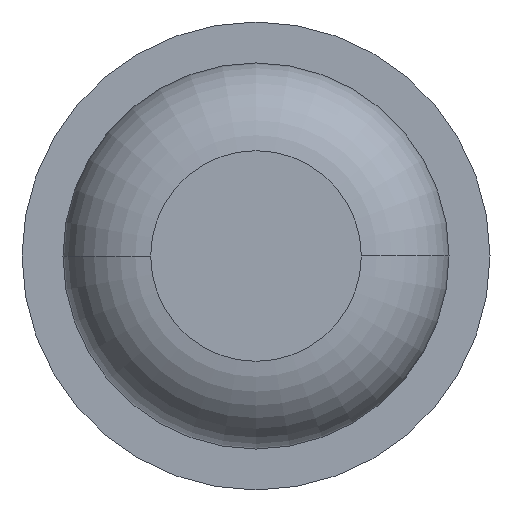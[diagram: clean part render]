
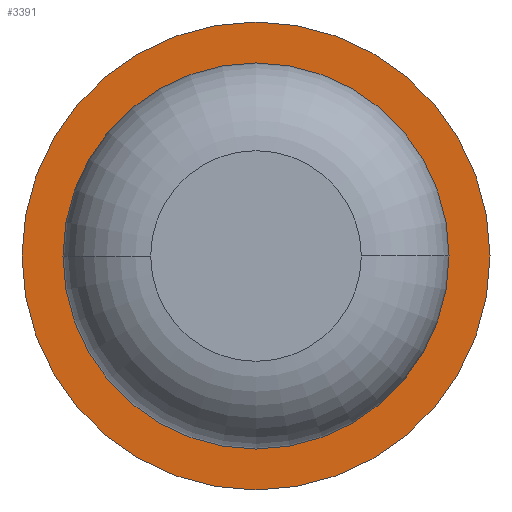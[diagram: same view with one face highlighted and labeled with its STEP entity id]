
A CAD part, front view. The second image highlights one B-rep face of the part: STEP entity #3391.
In plain terms, the highlighted planar face has unit normal (0, -1, 0).
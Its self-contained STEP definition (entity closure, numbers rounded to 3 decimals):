
#11 = ORIENTED_EDGE ( 'NONE', *, *, #4026, .T. ) ;
#25 = AXIS2_PLACEMENT_3D ( 'NONE', #2259, #2585, #1115 ) ;
#61 = EDGE_LOOP ( 'NONE', ( #1244, #11 ) ) ;
#172 = AXIS2_PLACEMENT_3D ( 'NONE', #2706, #3609, #488 ) ;
#404 = DIRECTION ( 'NONE',  ( -1., 0., 0. ) ) ;
#411 = CIRCLE ( 'NONE', #25, 1. ) ;
#473 = CARTESIAN_POINT ( 'NONE',  ( 0., -6., 0. ) ) ;
#488 = DIRECTION ( 'NONE',  ( -1., 0., 0. ) ) ;
#575 = EDGE_CURVE ( 'Defeature ausgef�hrt1_6+Defeature ausgef�hrt1_5+Defeature ausgef�hrt1_5+Defeature ausgef�hrt1_5', #3597, #3696, #411, .T. ) ;
#685 = CARTESIAN_POINT ( 'NONE',  ( 0., -6., 0. ) ) ;
#974 = CARTESIAN_POINT ( 'NONE',  ( 0., -6., 0. ) ) ;
#979 = CARTESIAN_POINT ( 'NONE',  ( -0.825, -6., 0. ) ) ;
#1082 = ORIENTED_EDGE ( 'NONE', *, *, #2199, .F. ) ;
#1102 = DIRECTION ( 'NONE',  ( -1., 0., 0. ) ) ;
#1115 = DIRECTION ( 'NONE',  ( -1., 0., 0. ) ) ;
#1244 = ORIENTED_EDGE ( 'NONE', *, *, #1909, .T. ) ;
#1268 = CIRCLE ( 'NONE', #1289, 0.825 ) ;
#1289 = AXIS2_PLACEMENT_3D ( 'NONE', #685, #2256, #2898 ) ;
#1909 = EDGE_CURVE ( 'Defeature ausgef�hrt1_5+Defeature ausgef�hrt1_0+Defeature ausgef�hrt1_0+Defeature ausgef�hrt1_0', #2834, #3167, #3194, .T. ) ;
#1957 = FACE_BOUND ( 'NONE', #61, .T. ) ;
#2199 = EDGE_CURVE ( 'Defeature ausgef�hrt1_6+Defeature ausgef�hrt1_5+Defeature ausgef�hrt1_5+Defeature ausgef�hrt1_5', #3696, #3597, #3295, .T. ) ;
#2256 = DIRECTION ( 'NONE',  ( 0., 1., 0. ) ) ;
#2259 = CARTESIAN_POINT ( 'NONE',  ( 0., -6., 0. ) ) ;
#2352 = PLANE ( 'NONE',  #172 ) ;
#2374 = CARTESIAN_POINT ( 'NONE',  ( 0.825, -6., 0. ) ) ;
#2412 = FACE_OUTER_BOUND ( 'NONE', #3408, .T. ) ;
#2585 = DIRECTION ( 'NONE',  ( 0., 1., 0. ) ) ;
#2706 = CARTESIAN_POINT ( 'NONE',  ( 0.825, -6., 0. ) ) ;
#2834 = VERTEX_POINT ( 'NONE', #979 ) ;
#2848 = AXIS2_PLACEMENT_3D ( 'NONE', #473, #3630, #1102 ) ;
#2898 = DIRECTION ( 'NONE',  ( -1., 0., 0. ) ) ;
#3167 = VERTEX_POINT ( 'NONE', #2374 ) ;
#3178 = DIRECTION ( 'NONE',  ( 0., 1., 0. ) ) ;
#3194 = CIRCLE ( 'NONE', #2848, 0.825 ) ;
#3295 = CIRCLE ( 'NONE', #3695, 1. ) ;
#3364 = CARTESIAN_POINT ( 'NONE',  ( 1., -6., 0. ) ) ;
#3391 = ADVANCED_FACE ( 'Defeature ausgef�hrt1_5', ( #2412, #1957 ), #2352, .F. ) ;
#3408 = EDGE_LOOP ( 'NONE', ( #3582, #1082 ) ) ;
#3582 = ORIENTED_EDGE ( 'NONE', *, *, #575, .F. ) ;
#3597 = VERTEX_POINT ( 'NONE', #3954 ) ;
#3609 = DIRECTION ( 'NONE',  ( 0., 1., 0. ) ) ;
#3630 = DIRECTION ( 'NONE',  ( 0., 1., 0. ) ) ;
#3695 = AXIS2_PLACEMENT_3D ( 'NONE', #974, #3178, #404 ) ;
#3696 = VERTEX_POINT ( 'NONE', #3364 ) ;
#3954 = CARTESIAN_POINT ( 'NONE',  ( -1., -6., 0. ) ) ;
#4026 = EDGE_CURVE ( 'Defeature ausgef�hrt1_5+Defeature ausgef�hrt1_0+Defeature ausgef�hrt1_0+Defeature ausgef�hrt1_0', #3167, #2834, #1268, .T. ) ;
